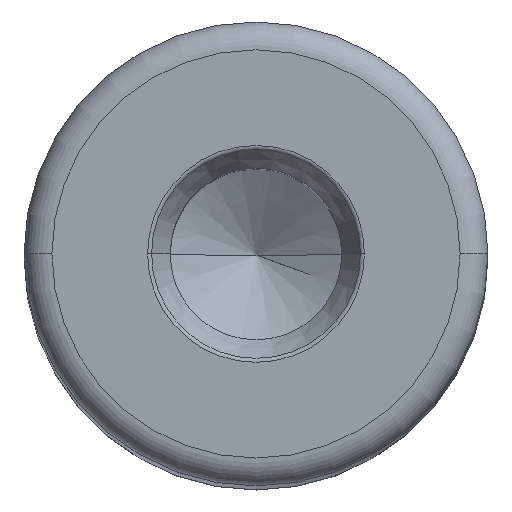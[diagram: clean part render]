
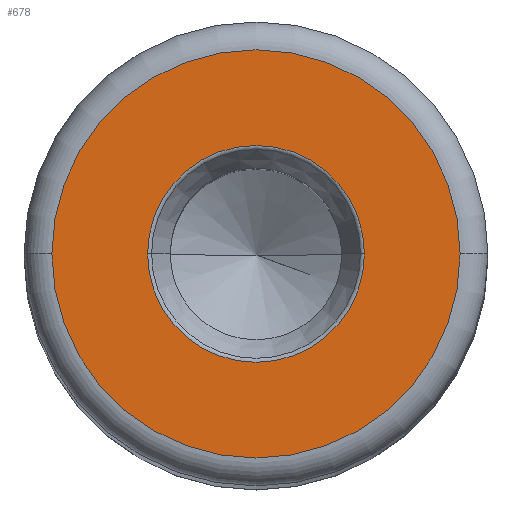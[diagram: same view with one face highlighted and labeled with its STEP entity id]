
A CAD part, top view. The second image highlights one B-rep face of the part: STEP entity #678.
In plain terms, the highlighted planar face has unit normal (0, 0, 1).
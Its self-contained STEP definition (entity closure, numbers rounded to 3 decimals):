
#7 = AXIS2_PLACEMENT_3D ( 'NONE', #176, #643, #757 ) ;
#12 = VERTEX_POINT ( 'NONE', #522 ) ;
#15 = FACE_BOUND ( 'NONE', #646, .T. ) ;
#29 = CARTESIAN_POINT ( 'NONE',  ( 0., 0., 260. ) ) ;
#31 = DIRECTION ( 'NONE',  ( 0., 0., 1. ) ) ;
#36 = EDGE_CURVE ( 'NONE', #679, #597, #298, .T. ) ;
#114 = EDGE_CURVE ( 'NONE', #513, #12, #461, .T. ) ;
#142 = AXIS2_PLACEMENT_3D ( 'NONE', #29, #313, #258 ) ;
#173 = ORIENTED_EDGE ( 'NONE', *, *, #36, .T. ) ;
#176 = CARTESIAN_POINT ( 'NONE',  ( 0., 0., 260. ) ) ;
#178 = AXIS2_PLACEMENT_3D ( 'NONE', #481, #600, #596 ) ;
#207 = ORIENTED_EDGE ( 'NONE', *, *, #114, .T. ) ;
#217 = PLANE ( 'NONE',  #262 ) ;
#225 = CARTESIAN_POINT ( 'NONE',  ( 22., 0., 260. ) ) ;
#231 = AXIS2_PLACEMENT_3D ( 'NONE', #255, #31, #558 ) ;
#255 = CARTESIAN_POINT ( 'NONE',  ( 0., 0., 260. ) ) ;
#258 = DIRECTION ( 'NONE',  ( 1., 0., 0. ) ) ;
#262 = AXIS2_PLACEMENT_3D ( 'NONE', #577, #271, #393 ) ;
#271 = DIRECTION ( 'NONE',  ( 0., 0., 1. ) ) ;
#289 = EDGE_LOOP ( 'NONE', ( #708, #173 ) ) ;
#298 = CIRCLE ( 'NONE', #231, 22. ) ;
#313 = DIRECTION ( 'NONE',  ( 0., 0., -1. ) ) ;
#365 = EDGE_CURVE ( 'NONE', #12, #513, #580, .T. ) ;
#393 = DIRECTION ( 'NONE',  ( 1., 0., 0. ) ) ;
#461 = CIRCLE ( 'NONE', #142, 11.689 ) ;
#481 = CARTESIAN_POINT ( 'NONE',  ( 0., 0., 260. ) ) ;
#501 = EDGE_CURVE ( 'NONE', #597, #679, #598, .T. ) ;
#513 = VERTEX_POINT ( 'NONE', #697 ) ;
#517 = FACE_OUTER_BOUND ( 'NONE', #289, .T. ) ;
#522 = CARTESIAN_POINT ( 'NONE',  ( 11.689, 0., 260. ) ) ;
#558 = DIRECTION ( 'NONE',  ( 1., 0., 0. ) ) ;
#577 = CARTESIAN_POINT ( 'NONE',  ( 0., 0., 260. ) ) ;
#580 = CIRCLE ( 'NONE', #178, 11.689 ) ;
#596 = DIRECTION ( 'NONE',  ( 1., 0., 0. ) ) ;
#597 = VERTEX_POINT ( 'NONE', #225 ) ;
#598 = CIRCLE ( 'NONE', #7, 22. ) ;
#600 = DIRECTION ( 'NONE',  ( 0., 0., -1. ) ) ;
#604 = ORIENTED_EDGE ( 'NONE', *, *, #365, .T. ) ;
#624 = CARTESIAN_POINT ( 'NONE',  ( -22., 0., 260. ) ) ;
#643 = DIRECTION ( 'NONE',  ( 0., 0., 1. ) ) ;
#646 = EDGE_LOOP ( 'NONE', ( #604, #207 ) ) ;
#678 = ADVANCED_FACE ( 'NONE', ( #15, #517 ), #217, .T. ) ;
#679 = VERTEX_POINT ( 'NONE', #624 ) ;
#697 = CARTESIAN_POINT ( 'NONE',  ( -11.689, 0., 260. ) ) ;
#708 = ORIENTED_EDGE ( 'NONE', *, *, #501, .T. ) ;
#757 = DIRECTION ( 'NONE',  ( 1., 0., 0. ) ) ;
